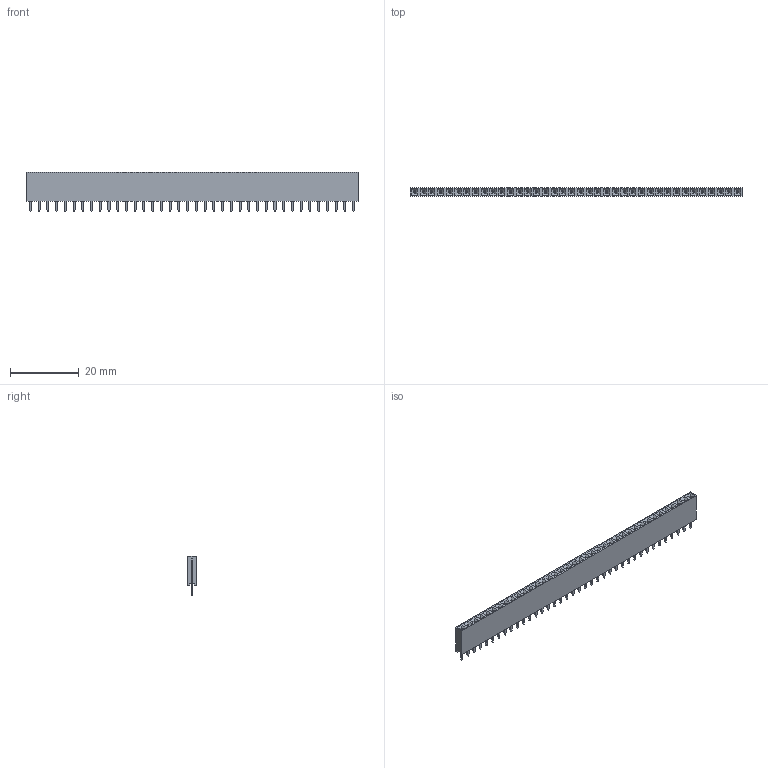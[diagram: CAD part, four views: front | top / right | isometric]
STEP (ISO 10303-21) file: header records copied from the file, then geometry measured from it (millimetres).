
FILE_DESCRIPTION(('STEP AP214'), '1');
FILE_NAME('PBS', '', ('UNSPECIFIED'), ('UNSPECIFIED'), 'ASCON STEP Converter 1.6', 'ASCON Math Kernel', '');
FILE_SCHEMA(('AUTOMOTIVE_DESIGN { 1 0 10303 214 3 1 1}'));
Length unit declared in the file: millimetre
Bounding box: 96.52 x 2.54 x 11.5 mm (x, y, z)
Volume: 1858.4 mm3; surface area: 3926.7 mm2
Topology: 1 solids, 1 shells, 2062 faces, 5648 edges, 3512 vertices
Faces by surface type: plane 1796, cylinder 266
Entity records: 80436 total; most frequent: ORIENTED_EDGE 11296, CARTESIAN_POINT 11223, DIRECTION 10458, EDGE_CURVE 5648, LINE 4964, VECTOR 4964, VERTEX_POINT 3512, AXIS2_PLACEMENT_3D 2747
